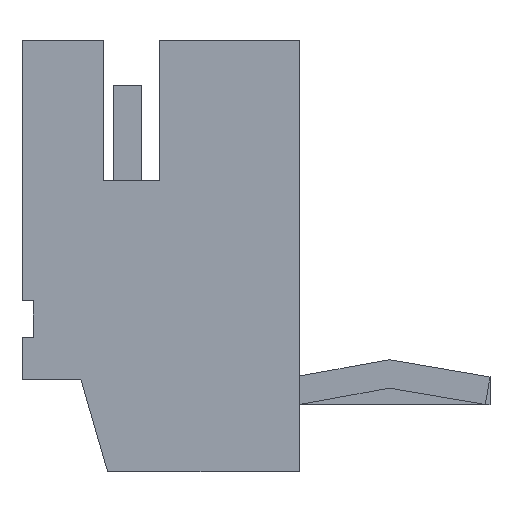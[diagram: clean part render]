
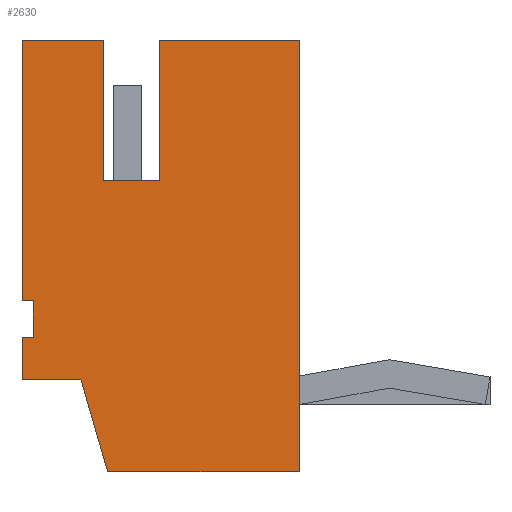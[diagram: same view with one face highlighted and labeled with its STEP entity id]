
A CAD part, left-side view. The second image highlights one B-rep face of the part: STEP entity #2630.
In plain terms, the highlighted planar face has unit normal (-1, 0, 0).
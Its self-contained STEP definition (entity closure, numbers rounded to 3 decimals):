
#18=DIRECTION('',(0.,-1.,0.));
#19=VECTOR('',#18,2.5);
#20=CARTESIAN_POINT('',(-7.,0.025,0.));
#21=LINE('',#20,#19);
#58=DIRECTION('',(0.,-1.,0.));
#59=VECTOR('',#58,1.45);
#60=CARTESIAN_POINT('',(-7.,2.475,0.));
#61=LINE('',#60,#59);
#458=DIRECTION('',(0.,0.,-1.));
#459=VECTOR('',#458,2.5);
#460=CARTESIAN_POINT('',(-7.,1.025,0.));
#461=LINE('',#460,#459);
#462=DIRECTION('',(0.,-1.,0.));
#463=VECTOR('',#462,1.);
#464=CARTESIAN_POINT('',(-7.,1.025,-2.5));
#465=LINE('',#464,#463);
#466=DIRECTION('',(0.,0.,-1.));
#467=VECTOR('',#466,2.5);
#468=CARTESIAN_POINT('',(-7.,0.025,0.));
#469=LINE('',#468,#467);
#470=DIRECTION('',(0.,-1.,0.));
#471=VECTOR('',#470,3.423);
#472=CARTESIAN_POINT('',(-7.,0.948,-7.7));
#473=LINE('',#472,#471);
#474=DIRECTION('',(0.,-0.278,-0.961));
#475=VECTOR('',#474,1.718);
#476=CARTESIAN_POINT('',(-7.,1.425,-6.05));
#477=LINE('',#476,#475);
#478=DIRECTION('',(0.,0.,-1.));
#479=VECTOR('',#478,0.75);
#480=CARTESIAN_POINT('',(-7.,2.475,-5.3));
#481=LINE('',#480,#479);
#482=DIRECTION('',(0.,-1.,0.));
#483=VECTOR('',#482,0.2);
#484=CARTESIAN_POINT('',(-7.,2.475,-5.3));
#485=LINE('',#484,#483);
#486=DIRECTION('',(0.,0.,1.));
#487=VECTOR('',#486,0.65);
#488=CARTESIAN_POINT('',(-7.,2.275,-5.3));
#489=LINE('',#488,#487);
#490=DIRECTION('',(0.,-1.,0.));
#491=VECTOR('',#490,0.2);
#492=CARTESIAN_POINT('',(-7.,2.475,-4.65));
#493=LINE('',#492,#491);
#494=DIRECTION('',(0.,0.,-1.));
#495=VECTOR('',#494,4.65);
#496=CARTESIAN_POINT('',(-7.,2.475,0.));
#497=LINE('',#496,#495);
#514=DIRECTION('',(0.,0.,1.));
#515=VECTOR('',#514,7.7);
#516=CARTESIAN_POINT('',(-7.,-2.475,-7.7));
#517=LINE('',#516,#515);
#538=DIRECTION('',(0.,-1.,0.));
#539=VECTOR('',#538,1.05);
#540=CARTESIAN_POINT('',(-7.,2.475,-6.05));
#541=LINE('',#540,#539);
#1526=CARTESIAN_POINT('',(-7.,-2.475,0.));
#1528=VERTEX_POINT('',#1526);
#1531=CARTESIAN_POINT('',(-7.,2.475,-6.05));
#1533=VERTEX_POINT('',#1531);
#1547=CARTESIAN_POINT('',(-7.,2.275,-5.3));
#1549=VERTEX_POINT('',#1547);
#1551=CARTESIAN_POINT('',(-7.,2.275,-4.65));
#1553=VERTEX_POINT('',#1551);
#1554=CARTESIAN_POINT('',(-7.,1.425,-6.05));
#1555=CARTESIAN_POINT('',(-7.,0.948,-7.7));
#1556=VERTEX_POINT('',#1554);
#1557=VERTEX_POINT('',#1555);
#1558=CARTESIAN_POINT('',(-7.,-2.475,-7.7));
#1559=VERTEX_POINT('',#1558);
#1591=CARTESIAN_POINT('',(-7.,1.025,-2.5));
#1593=VERTEX_POINT('',#1591);
#1599=CARTESIAN_POINT('',(-7.,0.025,-2.5));
#1601=VERTEX_POINT('',#1599);
#1958=CARTESIAN_POINT('',(-7.,2.475,-5.3));
#1959=VERTEX_POINT('',#1958);
#1960=CARTESIAN_POINT('',(-7.,2.475,-4.65));
#1961=VERTEX_POINT('',#1960);
#1964=CARTESIAN_POINT('',(-7.,2.475,0.));
#1965=VERTEX_POINT('',#1964);
#1983=CARTESIAN_POINT('',(-7.,1.025,0.));
#1985=VERTEX_POINT('',#1983);
#1991=CARTESIAN_POINT('',(-7.,0.025,0.));
#1993=VERTEX_POINT('',#1991);
#2604=CARTESIAN_POINT('',(-7.,2.475,0.));
#2605=DIRECTION('',(-1.,0.,0.));
#2606=DIRECTION('',(0.,-1.,0.));
#2607=AXIS2_PLACEMENT_3D('',#2604,#2605,#2606);
#2608=PLANE('',#2607);
#2609=ORIENTED_EDGE('',*,*,#2428,.T.);
#2610=ORIENTED_EDGE('',*,*,#2458,.T.);
#2611=ORIENTED_EDGE('',*,*,#2484,.F.);
#2612=ORIENTED_EDGE('',*,*,#2041,.T.);
#2614=ORIENTED_EDGE('',*,*,#2613,.F.);
#2616=ORIENTED_EDGE('',*,*,#2615,.F.);
#2618=ORIENTED_EDGE('',*,*,#2617,.F.);
#2620=ORIENTED_EDGE('',*,*,#2619,.F.);
#2621=ORIENTED_EDGE('',*,*,#2301,.F.);
#2622=ORIENTED_EDGE('',*,*,#2354,.T.);
#2623=ORIENTED_EDGE('',*,*,#2372,.T.);
#2625=ORIENTED_EDGE('',*,*,#2624,.F.);
#2626=ORIENTED_EDGE('',*,*,#2321,.F.);
#2627=ORIENTED_EDGE('',*,*,#2083,.T.);
#2628=EDGE_LOOP('',(#2609,#2610,#2611,#2612,#2614,#2616,#2618,#2620,#2621,#2622,
#2623,#2625,#2626,#2627));
#2629=FACE_OUTER_BOUND('',#2628,.F.);
#2041=EDGE_CURVE('',#1993,#1528,#21,.T.);
#2083=EDGE_CURVE('',#1965,#1985,#61,.T.);
#2301=EDGE_CURVE('',#1959,#1533,#481,.T.);
#2321=EDGE_CURVE('',#1965,#1961,#497,.T.);
#2354=EDGE_CURVE('',#1959,#1549,#485,.T.);
#2372=EDGE_CURVE('',#1549,#1553,#489,.T.);
#2428=EDGE_CURVE('',#1985,#1593,#461,.T.);
#2458=EDGE_CURVE('',#1593,#1601,#465,.T.);
#2484=EDGE_CURVE('',#1993,#1601,#469,.T.);
#2613=EDGE_CURVE('',#1559,#1528,#517,.T.);
#2615=EDGE_CURVE('',#1557,#1559,#473,.T.);
#2617=EDGE_CURVE('',#1556,#1557,#477,.T.);
#2619=EDGE_CURVE('',#1533,#1556,#541,.T.);
#2624=EDGE_CURVE('',#1961,#1553,#493,.T.);
#2630=ADVANCED_FACE('',(#2629),#2608,.T.);
